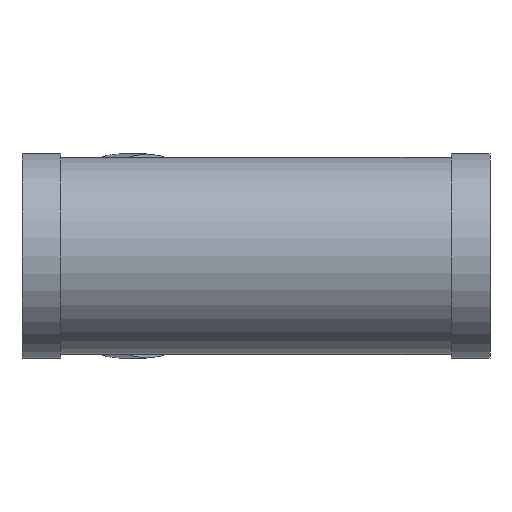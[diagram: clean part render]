
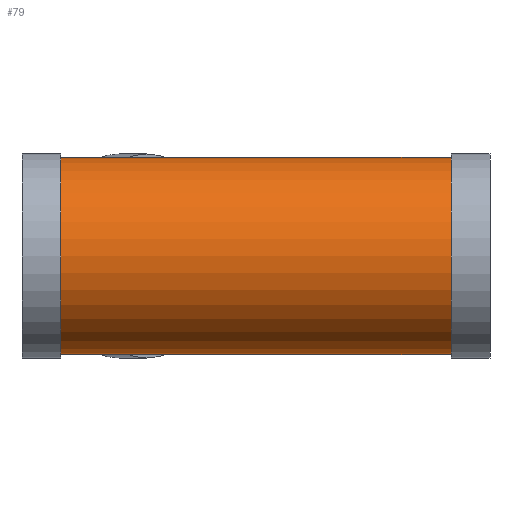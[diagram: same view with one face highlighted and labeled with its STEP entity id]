
A CAD part, front view. The second image highlights one B-rep face of the part: STEP entity #79.
In plain terms, the highlighted cylindrical face has radius 112.5 mm (diameter 225 mm), a full revolution.
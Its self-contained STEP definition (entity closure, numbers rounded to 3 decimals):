
#79 = ADVANCED_FACE( '', ( #171, #172, #173 ), #174, .T. );
#171 = FACE_OUTER_BOUND( '', #256, .T. );
#172 = FACE_BOUND( '', #257, .T. );
#173 = FACE_OUTER_BOUND( '', #258, .T. );
#174 = CYLINDRICAL_SURFACE( '', #259, 112.5 );
#256 = EDGE_LOOP( '', ( #374 ) );
#257 = EDGE_LOOP( '', ( #375, #376 ) );
#258 = EDGE_LOOP( '', ( #377 ) );
#259 = AXIS2_PLACEMENT_3D( '', #378, #379, #380 );
#374 = ORIENTED_EDGE( '', *, *, #415, .T. );
#375 = ORIENTED_EDGE( '', *, *, #403, .F. );
#376 = ORIENTED_EDGE( '', *, *, #404, .F. );
#377 = ORIENTED_EDGE( '', *, *, #420, .F. );
#378 = CARTESIAN_POINT( '', ( 267., 0., 0. ) );
#379 = DIRECTION( '', ( -1., 0., 0. ) );
#380 = DIRECTION( '', ( 0., 0., -1. ) );
#403 = EDGE_CURVE( '', #458, #459, #460, .F. );
#404 = EDGE_CURVE( '', #459, #458, #461, .F. );
#415 = EDGE_CURVE( '', #476, #476, #477, .T. );
#420 = EDGE_CURVE( '', #482, #482, #483, .T. );
#458 = VERTEX_POINT( '', #521 );
#459 = VERTEX_POINT( '', #522 );
#460 = ELLIPSE( '', #523, 293.977, 112.5 );
#461 = ELLIPSE( '', #524, 121.769, 112.5 );
#476 = VERTEX_POINT( '', #539 );
#477 = CIRCLE( '', #540, 112.5 );
#482 = VERTEX_POINT( '', #545 );
#483 = CIRCLE( '', #546, 112.5 );
#521 = CARTESIAN_POINT( '', ( 112.5, 0., -112.5 ) );
#522 = CARTESIAN_POINT( '', ( 112.5, 0., 112.5 ) );
#523 = AXIS2_PLACEMENT_3D( '', #590, #591, #592 );
#524 = AXIS2_PLACEMENT_3D( '', #593, #594, #595 );
#539 = CARTESIAN_POINT( '', ( -223., 0., -112.5 ) );
#540 = AXIS2_PLACEMENT_3D( '', #608, #609, #610 );
#545 = CARTESIAN_POINT( '', ( 223., 0., -112.5 ) );
#546 = AXIS2_PLACEMENT_3D( '', #611, #612, #613 );
#590 = CARTESIAN_POINT( '', ( 112.5, 0., 0. ) );
#591 = DIRECTION( '', ( -0.383, -0.924, 0. ) );
#592 = DIRECTION( '', ( 0.924, -0.383, 0. ) );
#593 = CARTESIAN_POINT( '', ( 112.5, 0., 0. ) );
#594 = DIRECTION( '', ( 0.924, -0.383, 0. ) );
#595 = DIRECTION( '', ( -0.383, -0.924, 0. ) );
#608 = CARTESIAN_POINT( '', ( -223., 0., 0. ) );
#609 = DIRECTION( '', ( 1., 0., 0. ) );
#610 = DIRECTION( '', ( 0., 0., -1. ) );
#611 = CARTESIAN_POINT( '', ( 223., 0., 0. ) );
#612 = DIRECTION( '', ( 1., 0., 0. ) );
#613 = DIRECTION( '', ( 0., 0., -1. ) );
